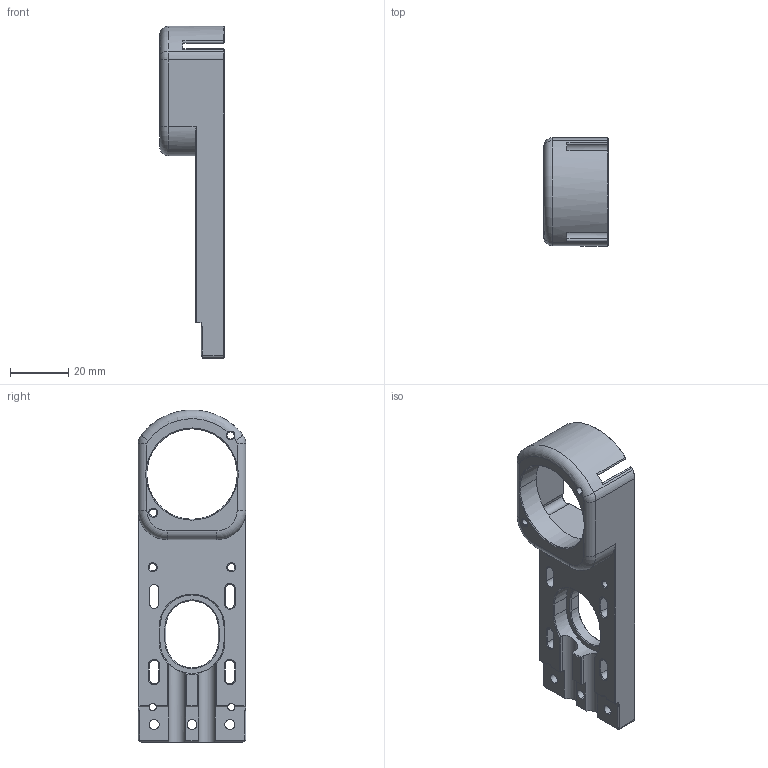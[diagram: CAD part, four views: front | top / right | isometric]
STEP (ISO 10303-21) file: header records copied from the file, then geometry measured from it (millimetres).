
FILE_DESCRIPTION (( 'STEP AP203' ), '1' );
FILE_NAME ('Dummy-0002.STEP_默认_sldprt.STEP', '2025-11-13T14:25:24', ( '' ), ( '' ), 'SwSTEP 2.0', 'SolidWorks 2020', '' );
FILE_SCHEMA (( 'CONFIG_CONTROL_DESIGN' ));
Length unit declared in the file: millimetre
Products named in the file (1): Dummy-0002.STEP_默认_sldprt
Bounding box: 22.2 x 37 x 114 mm (x, y, z)
Volume: 27047.9 mm3; surface area: 15954.6 mm2
Topology: 1 solids, 1 shells, 322 faces, 800 edges, 482 vertices
Faces by surface type: plane 112, cone 108, cylinder 94, torus 5, bspline 3
Entity records: 10409 total; most frequent: CARTESIAN_POINT 2527, DIRECTION 1718, ORIENTED_EDGE 1588, EDGE_CURVE 794, AXIS2_PLACEMENT_3D 643, VERTEX_POINT 482, VECTOR 432, LINE 432
